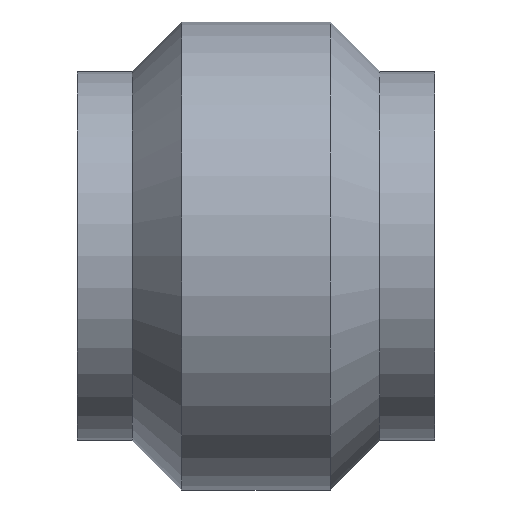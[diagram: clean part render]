
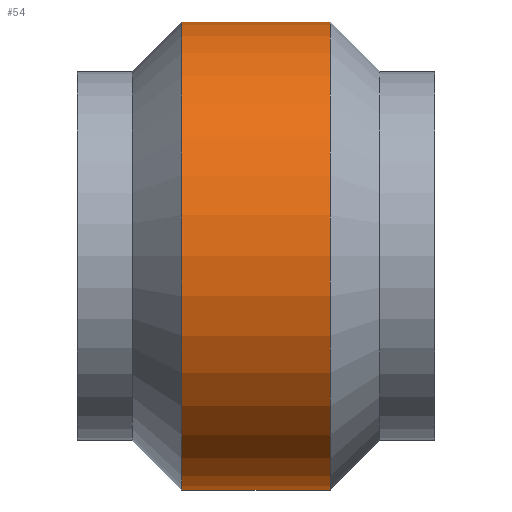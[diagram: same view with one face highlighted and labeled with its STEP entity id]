
A CAD part, top view. The second image highlights one B-rep face of the part: STEP entity #54.
In plain terms, the highlighted cylindrical face has radius 4.25 mm (diameter 8.5 mm), a partial arc.
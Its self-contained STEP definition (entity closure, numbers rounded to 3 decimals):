
#54=ADVANCED_FACE('',(#79),#80,.T.);
#79=FACE_OUTER_BOUND('',#109,.T.);
#80=CYLINDRICAL_SURFACE('',#110,4.25);
#109=EDGE_LOOP('',(#177,#178,#179,#180));
#110=AXIS2_PLACEMENT_3D('',#181,#182,#183);
#177=ORIENTED_EDGE('',*,*,#237,.T.);
#178=ORIENTED_EDGE('',*,*,#238,.F.);
#179=ORIENTED_EDGE('',*,*,#236,.F.);
#180=ORIENTED_EDGE('',*,*,#239,.T.);
#181=CARTESIAN_POINT('',(-0.325,0.0,0.0));
#182=DIRECTION('',(-1.0,-0.0,0.0));
#183=DIRECTION('',(0.0,-1.0,0.0));
#236=EDGE_CURVE('',#273,#271,#276,.T.);
#237=EDGE_CURVE('',#277,#278,#279,.T.);
#238=EDGE_CURVE('',#271,#278,#280,.T.);
#239=EDGE_CURVE('',#273,#277,#281,.T.);
#271=VERTEX_POINT('',#319);
#273=VERTEX_POINT('',#322);
#276=CIRCLE('',#326,4.25);
#277=VERTEX_POINT('',#327);
#278=VERTEX_POINT('',#328);
#279=CIRCLE('',#329,4.25);
#280=LINE('',#330,#331);
#281=LINE('',#332,#333);
#319=CARTESIAN_POINT('',(4.6,-4.25,0.0));
#322=CARTESIAN_POINT('',(4.6,4.25,0.0));
#326=AXIS2_PLACEMENT_3D('',#386,#387,#388);
#327=CARTESIAN_POINT('',(1.9,4.25,0.0));
#328=CARTESIAN_POINT('',(1.9,-4.25,0.0));
#329=AXIS2_PLACEMENT_3D('',#389,#390,#391);
#330=CARTESIAN_POINT('',(4.6,-4.25,0.0));
#331=VECTOR('',#392,2.7);
#332=CARTESIAN_POINT('',(4.6,4.25,0.0));
#333=VECTOR('',#393,2.7);
#386=CARTESIAN_POINT('',(4.6,0.0,0.0));
#387=DIRECTION('',(1.0,0.0,0.0));
#388=DIRECTION('',(0.0,1.0,0.0));
#389=CARTESIAN_POINT('',(1.9,0.0,0.0));
#390=DIRECTION('',(1.0,0.0,0.0));
#391=DIRECTION('',(0.0,1.0,0.0));
#392=DIRECTION('',(-1.0,0.0,0.0));
#393=DIRECTION('',(-1.0,0.0,0.0));
